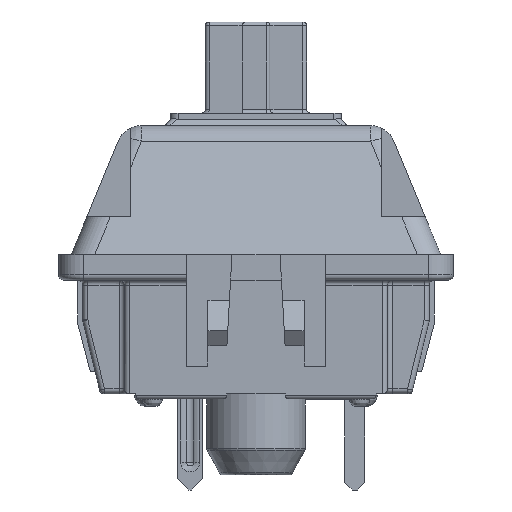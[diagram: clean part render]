
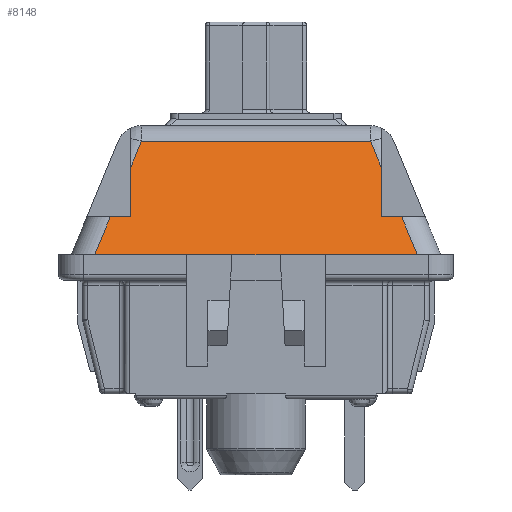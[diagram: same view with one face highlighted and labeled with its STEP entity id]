
A CAD part, front view. The second image highlights one B-rep face of the part: STEP entity #8148.
In plain terms, the highlighted planar face has unit normal (0, -0.925, 0.381).
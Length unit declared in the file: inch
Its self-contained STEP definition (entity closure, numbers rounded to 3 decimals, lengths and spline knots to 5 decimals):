
#3869=CARTESIAN_POINT('',(-0.0374,-0.2874,0.));
#3870=VERTEX_POINT('',#3869);
#3877=CARTESIAN_POINT('',(-0.10827,-0.2874,0.));
#3878=VERTEX_POINT('',#3877);
#3879=CARTESIAN_POINT('',(-0.0374,-0.2874,0.));
#3880=DIRECTION('',(-1.0,0.0,0.0));
#3881=VECTOR('',#3880,0.07087);
#3882=LINE('',#3879,#3881);
#3883=EDGE_CURVE('',#3870,#3878,#3882,.T.);
#3933=CARTESIAN_POINT('',(0.10827,-0.2874,0.));
#3934=VERTEX_POINT('',#3933);
#3941=CARTESIAN_POINT('',(0.0374,-0.2874,0.));
#3942=VERTEX_POINT('',#3941);
#3943=CARTESIAN_POINT('',(0.10827,-0.2874,0.));
#3944=DIRECTION('',(-1.0,0.0,0.0));
#3945=VECTOR('',#3944,0.07087);
#3946=LINE('',#3943,#3945);
#3947=EDGE_CURVE('',#3934,#3942,#3946,.T.);
#7473=CARTESIAN_POINT('',(0.19488,-0.26308,0.05906));
#7474=VERTEX_POINT('',#7473);
#7481=CARTESIAN_POINT('',(0.22668,-0.26308,0.05906));
#7482=VERTEX_POINT('',#7481);
#7483=CARTESIAN_POINT('',(0.22668,-0.26308,0.05906));
#7484=DIRECTION('',(-1.0,0.0,0.0));
#7485=VECTOR('',#7484,0.0318);
#7486=LINE('',#7483,#7485);
#7487=EDGE_CURVE('',#7482,#7474,#7486,.T.);
#7539=CARTESIAN_POINT('',(-0.22668,-0.26308,0.05906));
#7540=VERTEX_POINT('',#7539);
#7548=CARTESIAN_POINT('',(-0.19488,-0.26308,0.05906));
#7549=VERTEX_POINT('',#7548);
#7550=CARTESIAN_POINT('',(-0.19488,-0.26308,0.05906));
#7551=DIRECTION('',(-1.0,0.0,0.0));
#7552=VECTOR('',#7551,0.0318);
#7553=LINE('',#7550,#7552);
#7554=EDGE_CURVE('',#7549,#7540,#7553,.T.);
#7718=CARTESIAN_POINT('',(-0.19488,-0.23129,0.13628));
#7719=VERTEX_POINT('',#7718);
#7720=CARTESIAN_POINT('',(-0.19488,-0.23129,0.13628));
#7721=DIRECTION('',(0.0,-0.381,-0.925));
#7722=VECTOR('',#7721,0.08351);
#7723=LINE('',#7720,#7722);
#7724=EDGE_CURVE('',#7719,#7549,#7723,.T.);
#7834=CARTESIAN_POINT('',(0.19488,-0.23129,0.13628));
#7835=VERTEX_POINT('',#7834);
#7843=CARTESIAN_POINT('',(0.19488,-0.26308,0.05906));
#7844=DIRECTION('',(0.0,0.381,0.925));
#7845=VECTOR('',#7844,0.08351);
#7846=LINE('',#7843,#7845);
#7847=EDGE_CURVE('',#7474,#7835,#7846,.T.);
#8017=CARTESIAN_POINT('',(-0.17836,-0.21476,0.17641));
#8018=VERTEX_POINT('',#8017);
#8059=CARTESIAN_POINT('',(-0.251,-0.2874,0.));
#8060=VERTEX_POINT('',#8059);
#8068=CARTESIAN_POINT('',(-0.251,-0.2874,0.));
#8069=DIRECTION('',(0.356,0.356,0.864));
#8070=VECTOR('',#8069,0.06834);
#8071=LINE('',#8068,#8070);
#8072=EDGE_CURVE('',#8060,#7540,#8071,.T.);
#8083=CARTESIAN_POINT('',(-0.19488,-0.23129,0.13628));
#8084=DIRECTION('',(0.356,0.356,0.864));
#8085=VECTOR('',#8084,0.04644);
#8086=LINE('',#8083,#8085);
#8087=EDGE_CURVE('',#7719,#8018,#8086,.T.);
#8093=CARTESIAN_POINT('',(-0.2761,-0.29103,-0.00882));
#8094=DIRECTION('',(0.0,0.925,-0.381));
#8095=DIRECTION('',(0.0,0.381,0.925));
#8096=AXIS2_PLACEMENT_3D('',#8093,#8094,#8095);
#8097=PLANE('',#8096);
#8098=ORIENTED_EDGE('',*,*,#7724,.T.);
#8099=ORIENTED_EDGE('',*,*,#7554,.T.);
#8100=ORIENTED_EDGE('',*,*,#8072,.F.);
#8101=CARTESIAN_POINT('',(-0.10827,-0.2874,0.0));
#8102=DIRECTION('',(-1.0,0.0,0.0));
#8103=VECTOR('',#8102,0.14273);
#8104=LINE('',#8101,#8103);
#8105=EDGE_CURVE('',#3878,#8060,#8104,.T.);
#8106=ORIENTED_EDGE('',*,*,#8105,.F.);
#8107=ORIENTED_EDGE('',*,*,#3883,.F.);
#8108=CARTESIAN_POINT('',(0.0374,-0.2874,0.0));
#8109=DIRECTION('',(-1.0,0.0,0.0));
#8110=VECTOR('',#8109,0.0748);
#8111=LINE('',#8108,#8110);
#8112=EDGE_CURVE('',#3942,#3870,#8111,.T.);
#8113=ORIENTED_EDGE('',*,*,#8112,.F.);
#8114=ORIENTED_EDGE('',*,*,#3947,.F.);
#8115=CARTESIAN_POINT('',(0.251,-0.2874,0.));
#8116=VERTEX_POINT('',#8115);
#8117=CARTESIAN_POINT('',(0.251,-0.2874,0.0));
#8118=DIRECTION('',(-1.0,0.0,0.0));
#8119=VECTOR('',#8118,0.14273);
#8120=LINE('',#8117,#8119);
#8121=EDGE_CURVE('',#8116,#3934,#8120,.T.);
#8122=ORIENTED_EDGE('',*,*,#8121,.F.);
#8123=CARTESIAN_POINT('',(0.22668,-0.26308,0.05906));
#8124=DIRECTION('',(0.356,-0.356,-0.864));
#8125=VECTOR('',#8124,0.06834);
#8126=LINE('',#8123,#8125);
#8127=EDGE_CURVE('',#7482,#8116,#8126,.T.);
#8128=ORIENTED_EDGE('',*,*,#8127,.F.);
#8129=ORIENTED_EDGE('',*,*,#7487,.T.);
#8130=ORIENTED_EDGE('',*,*,#7847,.T.);
#8131=CARTESIAN_POINT('',(0.17836,-0.21476,0.17641));
#8132=VERTEX_POINT('',#8131);
#8133=CARTESIAN_POINT('',(0.17836,-0.21476,0.17641));
#8134=DIRECTION('',(0.356,-0.356,-0.864));
#8135=VECTOR('',#8134,0.04644);
#8136=LINE('',#8133,#8135);
#8137=EDGE_CURVE('',#8132,#7835,#8136,.T.);
#8138=ORIENTED_EDGE('',*,*,#8137,.F.);
#8139=CARTESIAN_POINT('',(-0.17836,-0.21476,0.17641));
#8140=DIRECTION('',(1.0,0.0,0.0));
#8141=VECTOR('',#8140,0.35672);
#8142=LINE('',#8139,#8141);
#8143=EDGE_CURVE('',#8018,#8132,#8142,.T.);
#8144=ORIENTED_EDGE('',*,*,#8143,.F.);
#8145=ORIENTED_EDGE('',*,*,#8087,.F.);
#8146=EDGE_LOOP('',(#8098,#8099,#8100,#8106,#8107,#8113,#8114,#8122,#8128,#8129,#8130,#8138,#8144,#8145));
#8147=FACE_OUTER_BOUND('',#8146,.T.);
#8148=ADVANCED_FACE('',(#8147),#8097,.F.);
